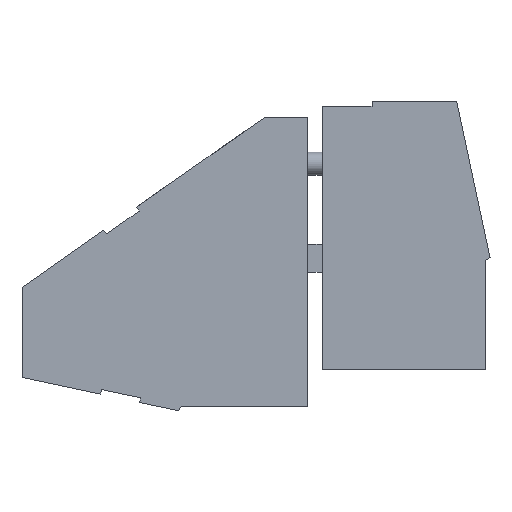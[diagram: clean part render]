
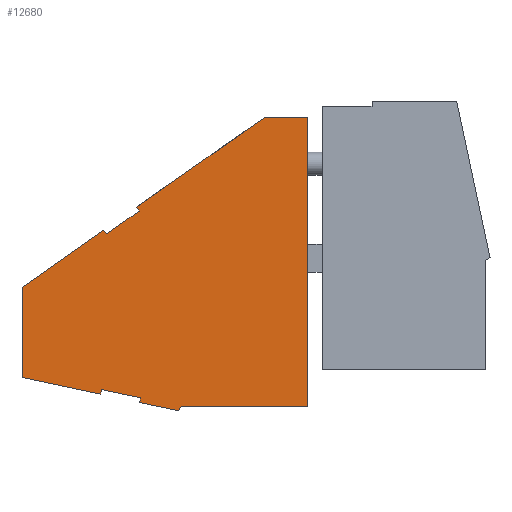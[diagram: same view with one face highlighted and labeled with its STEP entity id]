
A CAD part, left-side view. The second image highlights one B-rep face of the part: STEP entity #12680.
In plain terms, the highlighted face is planar.
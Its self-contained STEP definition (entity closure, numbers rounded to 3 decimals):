
#520=CARTESIAN_POINT('',(-33.784,106.953,-12.5));
#530=VERTEX_POINT('',#520);
#580=CARTESIAN_POINT('',(-11.05,0.,-12.5));
#590=DIRECTION('',(0.208,-0.978,0.));
#600=VECTOR('',#590,1.);
#610=LINE('',#580,#600);
#620=CARTESIAN_POINT('',(-34.054,108.224,-12.5));
#630=VERTEX_POINT('',#620);
#640=EDGE_CURVE('',#630,#530,#610,.T.);
#970=CARTESIAN_POINT('',(-12.163,0.,-12.5));
#980=DIRECTION('',(0.,1.,0.));
#990=VECTOR('',#980,1.);
#1000=LINE('',#970,#990);
#1010=CARTESIAN_POINT('',(-12.163,111.548,-12.5));
#1020=VERTEX_POINT('',#1010);
#1030=CARTESIAN_POINT('',(-12.163,136.348,-12.5));
#1040=VERTEX_POINT('',#1030);
#1050=EDGE_CURVE('',#1020,#1040,#1000,.T.);
#1370=CARTESIAN_POINT('',(-154.587,0.,-12.5));
#1380=DIRECTION('',(0.574,0.819,0.));
#1390=VECTOR('',#1380,1.);
#1400=LINE('',#1370,#1390);
#1410=CARTESIAN_POINT('',(-44.414,157.344,-12.5));
#1420=VERTEX_POINT('',#1410);
#1430=CARTESIAN_POINT('',(-43.669,158.408,-12.5));
#1440=VERTEX_POINT('',#1430);
#1450=EDGE_CURVE('',#1420,#1440,#1400,.T.);
#3800=CARTESIAN_POINT('',(-90.773,182.848,-12.5));
#3810=VERTEX_POINT('',#3800);
#3890=CARTESIAN_POINT('',(-90.773,103.548,-12.5));
#3900=VERTEX_POINT('',#3890);
#3930=CARTESIAN_POINT('',(-90.773,0.,-12.5));
#3940=DIRECTION('',(0.,-1.,0.));
#3950=VECTOR('',#3940,1.);
#3960=LINE('',#3930,#3950);
#3970=EDGE_CURVE('',#3810,#3900,#3960,.T.);
#10120=CARTESIAN_POINT('',(-90.573,182.848,-12.5));
#10130=DIRECTION('',(0.,0.,-1.));
#10140=DIRECTION('',(-1.,0.,0.));
#10150=AXIS2_PLACEMENT_3D('',#10120,#10130,#10140);
#10160=CIRCLE('',#10150,0.2);
#10170=CARTESIAN_POINT('',(-90.573,183.048,-12.5));
#10180=VERTEX_POINT('',#10170);
#10190=EDGE_CURVE('',#3810,#10180,#10160,.T.);
#10520=CARTESIAN_POINT('',(-78.858,183.048,-12.5));
#10530=VERTEX_POINT('',#10520);
#10580=CARTESIAN_POINT('',(0.,183.048,-12.5));
#10590=DIRECTION('',(-1.,0.,0.));
#10600=VECTOR('',#10590,1.);
#10610=LINE('',#10580,#10600);
#10620=EDGE_CURVE('',#10530,#10180,#10610,.T.);
#10900=CARTESIAN_POINT('',(0.,127.831,-12.5));
#10910=DIRECTION('',(-0.819,0.574,0.));
#10920=VECTOR('',#10910,1.);
#10930=LINE('',#10900,#10920);
#10940=EDGE_CURVE('',#1440,#10530,#10930,.T.);
#11470=CARTESIAN_POINT('',(-1196.944,964.354,-12.5));
#11480=DIRECTION('',(-0.819,0.574,0.));
#11490=VECTOR('',#11480,1.);
#11500=LINE('',#11470,#11490);
#11510=CARTESIAN_POINT('',(-35.404,151.034,-12.5));
#11520=VERTEX_POINT('',#11510);
#11530=EDGE_CURVE('',#11520,#1420,#11500,.T.);
#11750=CARTESIAN_POINT('',(-34.658,152.099,-12.5));
#11760=VERTEX_POINT('',#11750);
#11810=CARTESIAN_POINT('',(-141.159,0.,-12.5));
#11820=DIRECTION('',(-0.574,-0.819,0.));
#11830=VECTOR('',#11820,1.);
#11840=LINE('',#11810,#11830);
#11850=EDGE_CURVE('',#11760,#11520,#11840,.T.);
#11980=CARTESIAN_POINT('',(0.,127.831,-12.5));
#11990=DIRECTION('',(-0.819,0.574,0.));
#12000=VECTOR('',#11990,1.);
#12010=LINE('',#11980,#12000);
#12020=EDGE_CURVE('',#1040,#11760,#12010,.T.);
#12070=CARTESIAN_POINT('',(-90.773,162.576,-12.5));
#12080=DIRECTION('',(0.,0.,-1.));
#12090=DIRECTION('',(1.,0.,0.));
#12100=AXIS2_PLACEMENT_3D('',#12070,#12080,#12090);
#12110=PLANE('',#12100);
#12120=CARTESIAN_POINT('',(-1196.944,103.548,-12.5));
#12130=DIRECTION('',(1.,0.,0.));
#12140=VECTOR('',#12130,1.);
#12150=LINE('',#12120,#12140);
#12160=CARTESIAN_POINT('',(-55.958,103.548,-12.5));
#12170=VERTEX_POINT('',#12160);
#12180=EDGE_CURVE('',#3900,#12170,#12150,.T.);
#12190=ORIENTED_EDGE('',*,*,#12180,.F.);
#12200=CARTESIAN_POINT('',(3.825,0.,-12.5));
#12210=DIRECTION('',(-0.5,0.866,0.));
#12220=VECTOR('',#12210,1.);
#12230=LINE('',#12200,#12220);
#12240=CARTESIAN_POINT('',(-55.285,102.382,-12.5));
#12250=VERTEX_POINT('',#12240);
#12260=EDGE_CURVE('',#12250,#12170,#12230,.T.);
#12270=ORIENTED_EDGE('',*,*,#12260,.T.);
#12280=CARTESIAN_POINT('',(0.,114.134,-12.5));
#12290=DIRECTION('',(0.978,0.208,0.));
#12300=VECTOR('',#12290,1.);
#12310=LINE('',#12280,#12300);
#12320=CARTESIAN_POINT('',(-44.543,104.666,-12.5));
#12330=VERTEX_POINT('',#12320);
#12340=EDGE_CURVE('',#12250,#12330,#12310,.T.);
#12350=ORIENTED_EDGE('',*,*,#12340,.F.);
#12360=CARTESIAN_POINT('',(-22.296,0.,-12.5));
#12370=DIRECTION('',(-0.208,0.978,0.));
#12380=VECTOR('',#12370,1.);
#12390=LINE('',#12360,#12380);
#12400=CARTESIAN_POINT('',(-44.813,105.937,-12.5));
#12410=VERTEX_POINT('',#12400);
#12420=EDGE_CURVE('',#12330,#12410,#12390,.T.);
#12430=ORIENTED_EDGE('',*,*,#12420,.F.);
#12440=CARTESIAN_POINT('',(-1196.944,-138.956,-12.5));
#12450=DIRECTION('',(0.978,0.208,0.));
#12460=VECTOR('',#12450,1.);
#12470=LINE('',#12440,#12460);
#12480=EDGE_CURVE('',#12410,#630,#12470,.T.);
#12490=ORIENTED_EDGE('',*,*,#12480,.F.);
#12500=ORIENTED_EDGE('',*,*,#640,.F.);
#12510=CARTESIAN_POINT('',(0.,114.134,-12.5));
#12520=DIRECTION('',(0.978,0.208,0.));
#12530=VECTOR('',#12520,1.);
#12540=LINE('',#12510,#12530);
#12550=EDGE_CURVE('',#530,#1020,#12540,.T.);
#12560=ORIENTED_EDGE('',*,*,#12550,.F.);
#12570=ORIENTED_EDGE('',*,*,#1050,.F.);
#12580=ORIENTED_EDGE('',*,*,#12020,.F.);
#12590=ORIENTED_EDGE('',*,*,#11850,.F.);
#12600=ORIENTED_EDGE('',*,*,#11530,.F.);
#12610=ORIENTED_EDGE('',*,*,#1450,.F.);
#12620=ORIENTED_EDGE('',*,*,#10940,.F.);
#12630=ORIENTED_EDGE('',*,*,#10620,.F.);
#12640=ORIENTED_EDGE('',*,*,#10190,.T.);
#12650=ORIENTED_EDGE('',*,*,#3970,.F.);
#12660=EDGE_LOOP('',(#12650,#12640,#12630,#12620,#12610,#12600,#12590,
#12580,#12570,#12560,#12500,#12490,#12430,#12350,#12270,#12190));
#12670=FACE_OUTER_BOUND('',#12660,.T.);
#12680=ADVANCED_FACE('',(#12670),#12110,.T.);
